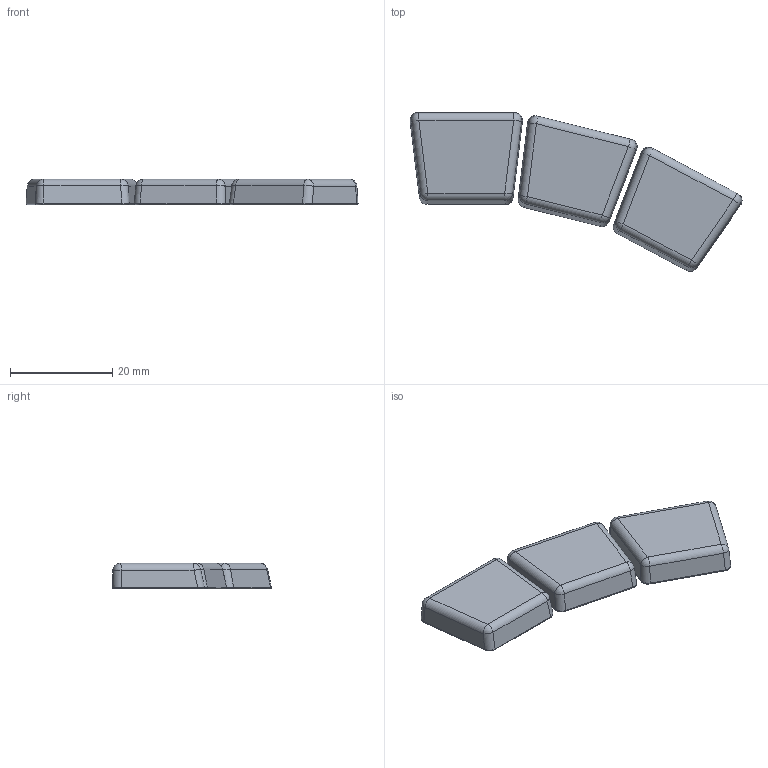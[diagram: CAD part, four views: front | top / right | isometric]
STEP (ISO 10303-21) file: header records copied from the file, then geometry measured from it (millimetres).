
FILE_DESCRIPTION(('Open CASCADE Model'),'2;1');
FILE_NAME('Open CASCADE Shape Model','2025-06-18T02:56:06',('Author'),( 'Open CASCADE'),'Open CASCADE STEP processor 7.8','build123d', 'Unknown');
FILE_SCHEMA(('AUTOMOTIVE_DESIGN { 1 0 10303 214 1 1 1 1 }'));
Length unit declared in the file: millimetre
Products named in the file (1): COMPOUND
Bounding box: 64.89 x 31.01 x 5 mm (x, y, z)
Volume: 2225.5 mm3; surface area: 3833.6 mm2
Topology: 6 solids, 6 shells, 543 faces, 1272 edges, 720 vertices
Faces by surface type: cylinder 204, plane 159, torus 84, revolution 48, bspline 24, sphere 24
Entity records: 40414 total; most frequent: CARTESIAN_POINT 15952, DIRECTION 4472, ORIENTED_EDGE 2496, PCURVE 2496, DEFINITIONAL_REPRESENTATION 2496, LINE 2244, VECTOR 2244, EDGE_CURVE 1248
